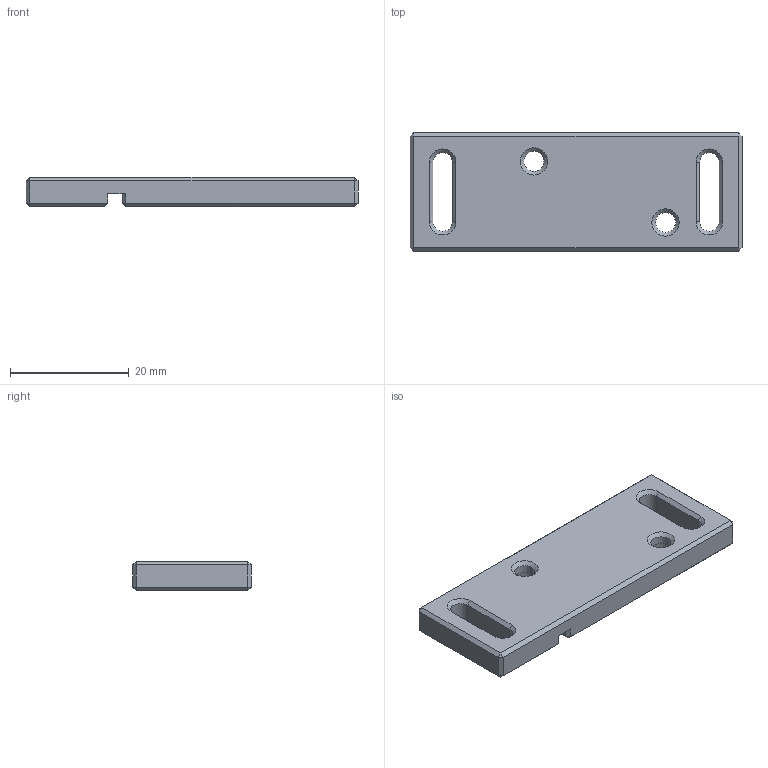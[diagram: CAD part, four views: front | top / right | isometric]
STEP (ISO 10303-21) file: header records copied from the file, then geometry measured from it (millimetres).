
FILE_DESCRIPTION(('FreeCAD Model'),'2;1');
FILE_NAME('Open CASCADE Shape Model','2024-06-08T09:45:48',(''),(''), 'Open CASCADE STEP processor 7.6','FreeCAD','Unknown');
FILE_SCHEMA(('AUTOMOTIVE_DESIGN { 1 0 10303 214 1 1 1 1 }'));
Length unit declared in the file: millimetre
Products named in the file (1): X-EndstopAdapter_R
Bounding box: 56 x 20 x 5 mm (x, y, z)
Volume: 4775.1 mm3; surface area: 3146.2 mm2
Topology: 1 solids, 1 shells, 70 faces, 149 edges, 83 vertices
Faces by surface type: plane 50, cone 12, cylinder 8
Full cylindrical faces by diameter (mm): 3.4 x2, 6 x2
Entity records: 1847 total; most frequent: DIRECTION 319, CARTESIAN_POINT 303, ORIENTED_EDGE 298, EDGE_CURVE 149, LINE 121, VECTOR 121, AXIS2_PLACEMENT_3D 99, VERTEX_POINT 83
